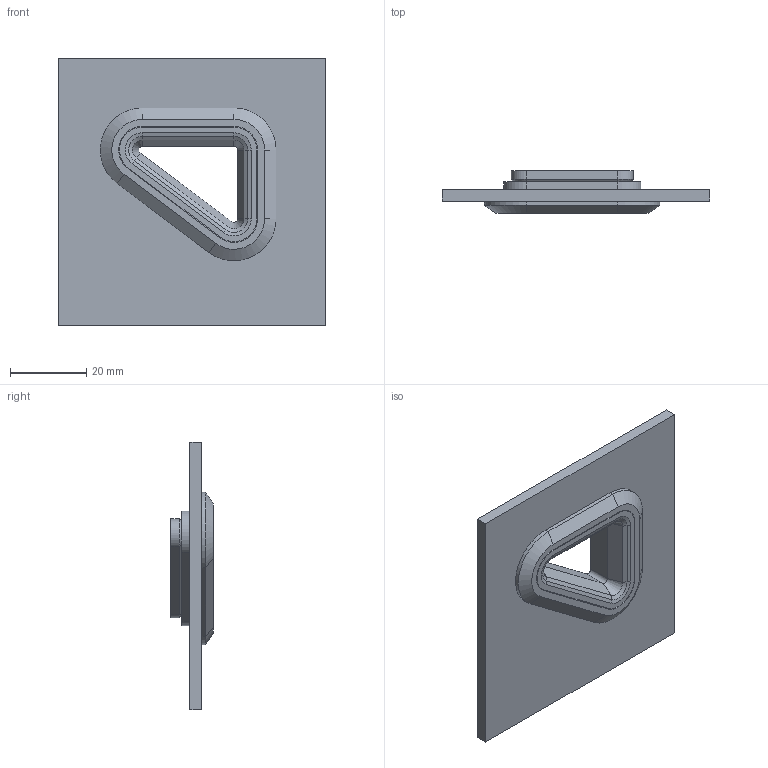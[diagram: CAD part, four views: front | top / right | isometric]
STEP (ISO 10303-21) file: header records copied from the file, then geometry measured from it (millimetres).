
FILE_DESCRIPTION(/* description */ (''),/* implementation_level */ '2;1');
FILE_NAME(/* name */ '',/* time_stamp */ '2025-01-06T20:12:24+03:00',/* author */ (''),/* organization */ (''),/* preprocessor_version */ 'ST-DEVELOPER v20',/* originating_system */ 'Autodesk Translation Framework v13.14.0.145',/* authorisation */ '');
FILE_SCHEMA (('AUTOMOTIVE_DESIGN { 1 0 10303 214 3 1 1 }'));
Length unit declared in the file: millimetre
Products named in the file (1):  Треугольная гильза
Bounding box: 70 x 11.1 x 70 mm (x, y, z)
Volume: 17912.2 mm3; surface area: 15888 mm2
Topology: 4 solids, 4 shells, 126 faces, 303 edges, 188 vertices
Faces by surface type: plane 75, cylinder 33, cone 18
Entity records: 3675 total; most frequent: DIRECTION 638, CARTESIAN_POINT 618, ORIENTED_EDGE 606, EDGE_CURVE 303, LINE 222, VECTOR 222, AXIS2_PLACEMENT_3D 208, VERTEX_POINT 188
